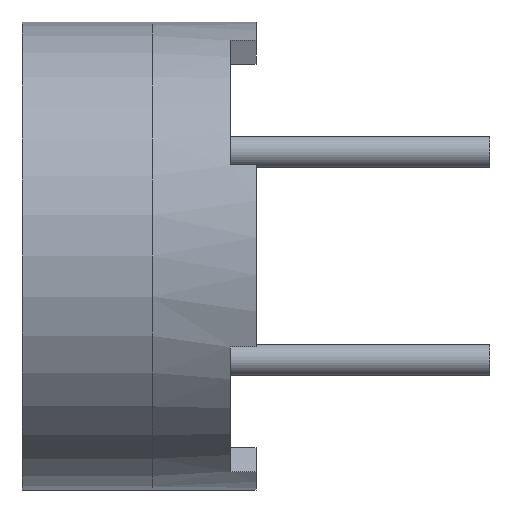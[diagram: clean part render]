
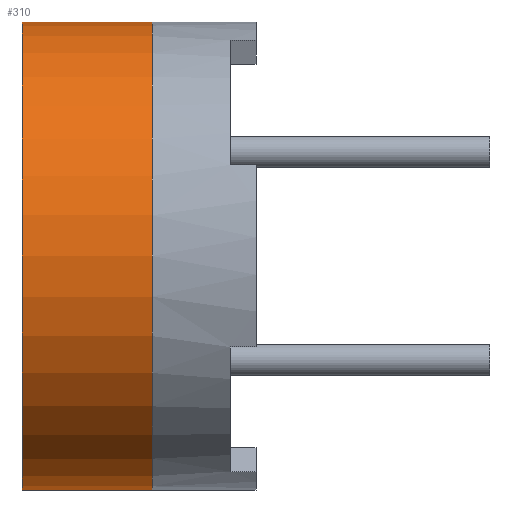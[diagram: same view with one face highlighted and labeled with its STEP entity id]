
A CAD part, left-side view. The second image highlights one B-rep face of the part: STEP entity #310.
In plain terms, the highlighted cylindrical face has radius 4.5 mm (diameter 9 mm), a partial arc.
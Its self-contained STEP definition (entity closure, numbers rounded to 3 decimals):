
#34 = EDGE_CURVE ( 'NONE', #44, #38, #482, .T. ) ;
#38 = VERTEX_POINT ( 'NONE', #458 ) ;
#42 = VERTEX_POINT ( 'NONE', #452 ) ;
#44 = VERTEX_POINT ( 'NONE', #451 ) ;
#47 = EDGE_CURVE ( 'NONE', #50, #42, #445, .T. ) ;
#50 = VERTEX_POINT ( 'NONE', #441 ) ;
#214 = EDGE_CURVE ( 'NONE', #38, #42, #982, .T. ) ;
#274 = ORIENTED_EDGE ( 'NONE', *, *, #47, .F. ) ;
#275 = ORIENTED_EDGE ( 'NONE', *, *, #276, .F. ) ;
#276 = EDGE_CURVE ( 'NONE', #44, #50, #1042, .T. ) ;
#277 = ORIENTED_EDGE ( 'NONE', *, *, #34, .T. ) ;
#278 = ORIENTED_EDGE ( 'NONE', *, *, #214, .T. ) ;
#310 = ADVANCED_FACE ( 'NONE', ( #1257 ), #1366, .T. ) ;
#311 = EDGE_LOOP ( 'NONE', ( #274, #275, #277, #278 ) ) ;
#441 = CARTESIAN_POINT ( 'NONE',  ( 0., 4.5, 4.5 ) ) ;
#442 = DIRECTION ( 'NONE',  ( 0., -1., 0. ) ) ;
#443 = VECTOR ( 'NONE', #442, 1000. ) ;
#444 = CARTESIAN_POINT ( 'NONE',  ( 0., 4.5, 4.5 ) ) ;
#445 = LINE ( 'NONE', #444, #443 ) ;
#451 = CARTESIAN_POINT ( 'NONE',  ( 0., 4.5, -4.5 ) ) ;
#452 = CARTESIAN_POINT ( 'NONE',  ( 0., 2., 4.5 ) ) ;
#458 = CARTESIAN_POINT ( 'NONE',  ( 0., 2., -4.5 ) ) ;
#479 = DIRECTION ( 'NONE',  ( 0., -1., 0. ) ) ;
#480 = VECTOR ( 'NONE', #479, 1000. ) ;
#481 = CARTESIAN_POINT ( 'NONE',  ( 0., 4.5, -4.5 ) ) ;
#482 = LINE ( 'NONE', #481, #480 ) ;
#978 = DIRECTION ( 'NONE',  ( 0., 0., 1. ) ) ;
#979 = DIRECTION ( 'NONE',  ( 0., 1., 0. ) ) ;
#980 = CARTESIAN_POINT ( 'NONE',  ( 0., 2., 0. ) ) ;
#981 = AXIS2_PLACEMENT_3D ( 'NONE', #980, #979, #978 ) ;
#982 = CIRCLE ( 'NONE', #981, 4.5 ) ;
#1038 = DIRECTION ( 'NONE',  ( 0., 0., 1. ) ) ;
#1039 = DIRECTION ( 'NONE',  ( 0., 1., 0. ) ) ;
#1040 = CARTESIAN_POINT ( 'NONE',  ( 0., 4.5, 0. ) ) ;
#1041 = AXIS2_PLACEMENT_3D ( 'NONE', #1040, #1039, #1038 ) ;
#1042 = CIRCLE ( 'NONE', #1041, 4.5 ) ;
#1257 = FACE_OUTER_BOUND ( 'NONE', #311, .T. ) ;
#1362 = DIRECTION ( 'NONE',  ( 0., 0., -1. ) ) ;
#1363 = DIRECTION ( 'NONE',  ( 0., -1., 0. ) ) ;
#1364 = CARTESIAN_POINT ( 'NONE',  ( 0., 4.5, 0. ) ) ;
#1365 = AXIS2_PLACEMENT_3D ( 'NONE', #1364, #1363, #1362 ) ;
#1366 = CYLINDRICAL_SURFACE ( 'NONE', #1365, 4.5 ) ;
